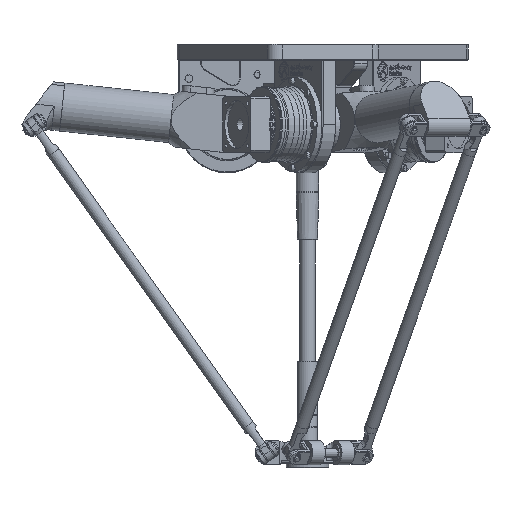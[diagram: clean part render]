
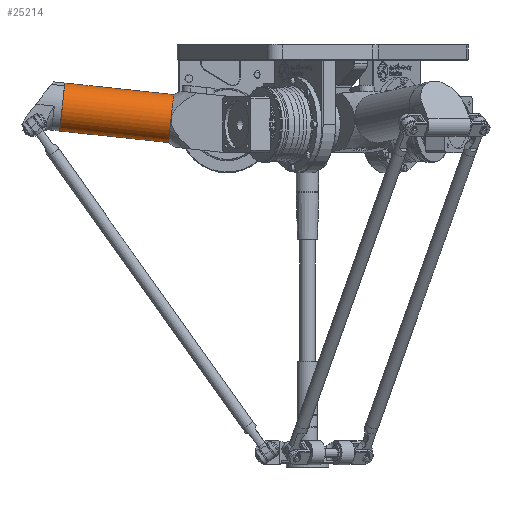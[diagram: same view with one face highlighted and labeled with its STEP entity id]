
A CAD part, front view. The second image highlights one B-rep face of the part: STEP entity #25214.
In plain terms, the highlighted cylindrical face has radius 30 mm (diameter 60 mm), a full revolution.
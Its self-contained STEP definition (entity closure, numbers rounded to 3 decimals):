
#5507=CYLINDRICAL_SURFACE('',#27071,30.);
#6020=FACE_BOUND('',#8226,.T.);
#6611=FACE_OUTER_BOUND('',#8225,.T.);
#8225=EDGE_LOOP('',(#17651));
#8226=EDGE_LOOP('',(#17652,#17653));
#10406=CIRCLE('',#27050,30.);
#10415=CIRCLE('',#27072,30.);
#10416=CIRCLE('',#27073,30.);
#11633=VERTEX_POINT('',#37817);
#11656=VERTEX_POINT('',#37882);
#11657=VERTEX_POINT('',#37883);
#14082=EDGE_CURVE('',#11633,#11633,#10406,.T.);
#14113=EDGE_CURVE('',#11656,#11657,#10415,.T.);
#14114=EDGE_CURVE('',#11657,#11656,#10416,.T.);
#17651=ORIENTED_EDGE('',*,*,#14082,.T.);
#17652=ORIENTED_EDGE('',*,*,#14113,.T.);
#17653=ORIENTED_EDGE('',*,*,#14114,.T.);
#25214=ADVANCED_FACE('',(#6611,#6020),#5507,.T.);
#27050=AXIS2_PLACEMENT_3D('',#37818,#29946,#29947);
#27071=AXIS2_PLACEMENT_3D('',#37881,#30008,#30009);
#27072=AXIS2_PLACEMENT_3D('',#37884,#30010,#30011);
#27073=AXIS2_PLACEMENT_3D('',#37885,#30012,#30013);
#29946=DIRECTION('center_axis',(0.,0.,-1.));
#29947=DIRECTION('ref_axis',(-1.,0.,0.));
#30008=DIRECTION('center_axis',(0.,0.,1.));
#30009=DIRECTION('ref_axis',(-1.,0.,0.));
#30010=DIRECTION('center_axis',(0.,0.,1.));
#30011=DIRECTION('ref_axis',(-1.,0.,0.));
#30012=DIRECTION('center_axis',(0.,0.,1.));
#30013=DIRECTION('ref_axis',(-1.,0.,0.));
#37817=CARTESIAN_POINT('',(0.,-30.,133.569));
#37818=CARTESIAN_POINT('Origin',(0.,0.,133.569));
#37881=CARTESIAN_POINT('Origin',(0.,0.,0.));
#37882=CARTESIAN_POINT('',(-30.,0.,-2.5));
#37883=CARTESIAN_POINT('',(30.,0.,-2.5));
#37884=CARTESIAN_POINT('Origin',(0.,0.,-2.5));
#37885=CARTESIAN_POINT('Origin',(0.,0.,-2.5));
